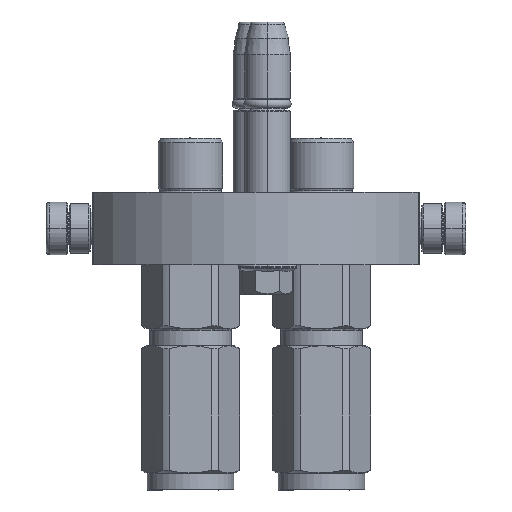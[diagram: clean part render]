
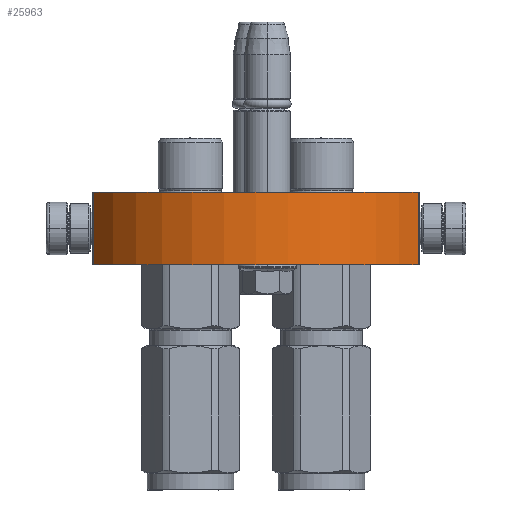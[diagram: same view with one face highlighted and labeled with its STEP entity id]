
A CAD part, left-side view. The second image highlights one B-rep face of the part: STEP entity #25963.
In plain terms, the highlighted cylindrical face has radius 57.25 mm (diameter 114.5 mm), a partial arc.
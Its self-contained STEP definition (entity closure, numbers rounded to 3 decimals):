
#348 = VERTEX_POINT ( 'NONE', #23571 ) ;
#1855 = CARTESIAN_POINT ( 'NONE',  ( 0., 0., 22. ) ) ;
#3911 = DIRECTION ( 'NONE',  ( 1., 0., 0. ) ) ;
#3947 = CARTESIAN_POINT ( 'NONE',  ( 49.5, 28.763, 0. ) ) ;
#4112 = DIRECTION ( 'NONE',  ( 0., 0., 1. ) ) ;
#7644 = ORIENTED_EDGE ( 'NONE', *, *, #42210, .T. ) ;
#10730 = CARTESIAN_POINT ( 'NONE',  ( 0., 0., 0. ) ) ;
#11246 = CARTESIAN_POINT ( 'NONE',  ( -49.5, 28.763, 0. ) ) ;
#12340 = VECTOR ( 'NONE', #4112, 1000. ) ;
#16899 = ORIENTED_EDGE ( 'NONE', *, *, #20641, .T. ) ;
#17284 = VERTEX_POINT ( 'NONE', #21737 ) ;
#17592 = CIRCLE ( 'NONE', #35233, 57.25 ) ;
#17615 = CARTESIAN_POINT ( 'NONE',  ( 49.5, 28.763, 0. ) ) ;
#17723 = ORIENTED_EDGE ( 'NONE', *, *, #28569, .F. ) ;
#19634 = DIRECTION ( 'NONE',  ( 0.865, 0.502, 0. ) ) ;
#19826 = FACE_OUTER_BOUND ( 'NONE', #38287, .T. ) ;
#19960 = VERTEX_POINT ( 'NONE', #36537 ) ;
#20641 = EDGE_CURVE ( 'NONE', #19960, #17284, #22522, .T. ) ;
#21737 = CARTESIAN_POINT ( 'NONE',  ( -49.5, 28.763, 22. ) ) ;
#22522 = LINE ( 'NONE', #11246, #34541 ) ;
#23571 = CARTESIAN_POINT ( 'NONE',  ( 49.5, 28.763, 22. ) ) ;
#25246 = DIRECTION ( 'NONE',  ( 0.865, 0.502, 0. ) ) ;
#25963 = ADVANCED_FACE ( 'NONE', ( #19826 ), #32431, .T. ) ;
#28569 = EDGE_CURVE ( 'NONE', #39699, #348, #29078, .T. ) ;
#28832 = AXIS2_PLACEMENT_3D ( 'NONE', #10730, #40478, #3911 ) ;
#29078 = LINE ( 'NONE', #17615, #12340 ) ;
#29223 = CIRCLE ( 'NONE', #39951, 57.25 ) ;
#32016 = DIRECTION ( 'NONE',  ( 0., 0., 1. ) ) ;
#32431 = CYLINDRICAL_SURFACE ( 'NONE', #28832, 57.25 ) ;
#33416 = CARTESIAN_POINT ( 'NONE',  ( 0., 0., 0. ) ) ;
#34541 = VECTOR ( 'NONE', #38359, 1000. ) ;
#35233 = AXIS2_PLACEMENT_3D ( 'NONE', #1855, #32016, #25246 ) ;
#36537 = CARTESIAN_POINT ( 'NONE',  ( -49.5, 28.763, 0. ) ) ;
#37915 = ORIENTED_EDGE ( 'NONE', *, *, #42857, .F. ) ;
#38287 = EDGE_LOOP ( 'NONE', ( #7644, #16899, #37915, #17723 ) ) ;
#38359 = DIRECTION ( 'NONE',  ( 0., 0., 1. ) ) ;
#39643 = DIRECTION ( 'NONE',  ( 0., 0., 1. ) ) ;
#39699 = VERTEX_POINT ( 'NONE', #3947 ) ;
#39951 = AXIS2_PLACEMENT_3D ( 'NONE', #33416, #39643, #19634 ) ;
#40478 = DIRECTION ( 'NONE',  ( 0., 0., -1. ) ) ;
#42210 = EDGE_CURVE ( 'NONE', #39699, #19960, #29223, .T. ) ;
#42857 = EDGE_CURVE ( 'NONE', #348, #17284, #17592, .T. ) ;
